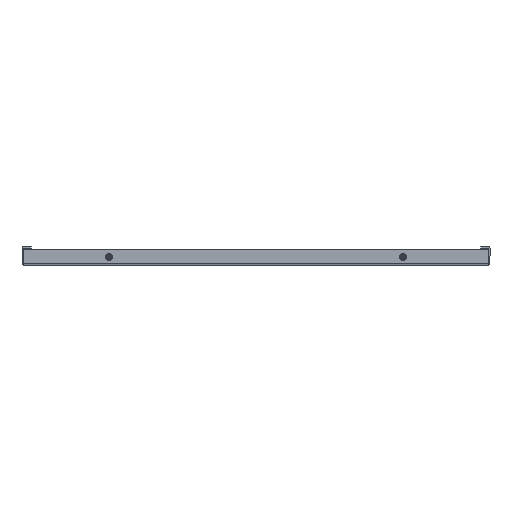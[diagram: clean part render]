
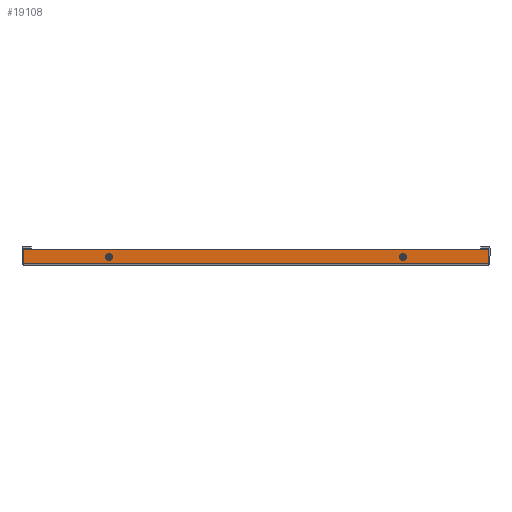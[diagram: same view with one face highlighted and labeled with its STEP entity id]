
A CAD part, front view. The second image highlights one B-rep face of the part: STEP entity #19108.
In plain terms, the highlighted planar face has unit normal (0, -1, 0).
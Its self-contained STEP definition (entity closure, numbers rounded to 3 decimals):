
#293 = CARTESIAN_POINT ( 'NONE',  ( 271.4, -980.5, 18.5 ) ) ;
#1900 = AXIS2_PLACEMENT_3D ( 'NONE', #11954, #11951, #11950 ) ;
#3048 = AXIS2_PLACEMENT_3D ( 'NONE', #13870, #13864, #13861 ) ;
#3050 = AXIS2_PLACEMENT_3D ( 'NONE', #13920, #13891, #13888 ) ;
#3078 = AXIS2_PLACEMENT_3D ( 'NONE', #14304, #14292, #14286 ) ;
#3079 = AXIS2_PLACEMENT_3D ( 'NONE', #13974, #13943, #13941 ) ;
#6379 = EDGE_LOOP ( 'NONE', ( #25191, #25192, #25193, #25194 ) ) ;
#6385 = EDGE_LOOP ( 'NONE', ( #25196, #25197 ) ) ;
#6387 = EDGE_LOOP ( 'NONE', ( #25198, #25199 ) ) ;
#11264 = VERTEX_POINT ( 'NONE', #293 ) ;
#11950 = DIRECTION ( 'NONE',  ( 0., 0., 1. ) ) ;
#11951 = DIRECTION ( 'NONE',  ( 0., 1., 0. ) ) ;
#11953 = PLANE ( 'NONE',  #1900 ) ;
#11954 = CARTESIAN_POINT ( 'NONE',  ( -271.5, -980.5, 18.5 ) ) ;
#12222 = EDGE_CURVE ( 'NONE', #13433, #13271, #24721, .T. ) ;
#12239 = EDGE_CURVE ( 'NONE', #13262, #13391, #24709, .T. ) ;
#12400 = EDGE_CURVE ( 'NONE', #13409, #13283, #22643, .T. ) ;
#12405 = EDGE_CURVE ( 'NONE', #13391, #13262, #22629, .T. ) ;
#12406 = EDGE_CURVE ( 'NONE', #11264, #13283, #22633, .T. ) ;
#12407 = EDGE_CURVE ( 'NONE', #13390, #11264, #22630, .T. ) ;
#12408 = EDGE_CURVE ( 'NONE', #13390, #13409, #22626, .T. ) ;
#12410 = EDGE_CURVE ( 'NONE', #13271, #13433, #22622, .T. ) ;
#13262 = VERTEX_POINT ( 'NONE', #16594 ) ;
#13271 = VERTEX_POINT ( 'NONE', #16583 ) ;
#13283 = VERTEX_POINT ( 'NONE', #16568 ) ;
#13390 = VERTEX_POINT ( 'NONE', #16446 ) ;
#13391 = VERTEX_POINT ( 'NONE', #16444 ) ;
#13409 = VERTEX_POINT ( 'NONE', #16420 ) ;
#13433 = VERTEX_POINT ( 'NONE', #16389 ) ;
#13861 = DIRECTION ( 'NONE',  ( 0., 0., -1. ) ) ;
#13864 = DIRECTION ( 'NONE',  ( 0., 1., 0. ) ) ;
#13870 = CARTESIAN_POINT ( 'NONE',  ( 171.4, -980.5, 9.5 ) ) ;
#13872 = DIRECTION ( 'NONE',  ( -1., 0., 0. ) ) ;
#13873 = CARTESIAN_POINT ( 'NONE',  ( -271.5, -980.5, 1.51 ) ) ;
#13881 = DIRECTION ( 'NONE',  ( 0., 0., 1. ) ) ;
#13882 = DIRECTION ( 'NONE',  ( -1., 0., 0. ) ) ;
#13883 = CARTESIAN_POINT ( 'NONE',  ( -271.5, -980.5, 18.5 ) ) ;
#13888 = DIRECTION ( 'NONE',  ( 0., 0., -1. ) ) ;
#13891 = DIRECTION ( 'NONE',  ( 0., -1., 0. ) ) ;
#13920 = CARTESIAN_POINT ( 'NONE',  ( -171.4, -980.5, 9.5 ) ) ;
#13921 = CARTESIAN_POINT ( 'NONE',  ( 271.4, -980.5, 1.51 ) ) ;
#13941 = DIRECTION ( 'NONE',  ( 0., 0., -1. ) ) ;
#13942 = DIRECTION ( 'NONE',  ( 0., 0., 1. ) ) ;
#13943 = DIRECTION ( 'NONE',  ( 0., -1., 0. ) ) ;
#13947 = CARTESIAN_POINT ( 'NONE',  ( -271.4, -980.5, 1.51 ) ) ;
#13974 = CARTESIAN_POINT ( 'NONE',  ( -171.4, -980.5, 9.5 ) ) ;
#14286 = DIRECTION ( 'NONE',  ( 0., 0., -1. ) ) ;
#14292 = DIRECTION ( 'NONE',  ( 0., 1., 0. ) ) ;
#14304 = CARTESIAN_POINT ( 'NONE',  ( 171.4, -980.5, 9.5 ) ) ;
#16389 = CARTESIAN_POINT ( 'NONE',  ( 171.4, -980.5, 5.5 ) ) ;
#16420 = CARTESIAN_POINT ( 'NONE',  ( -271.4, -980.5, 1.51 ) ) ;
#16444 = CARTESIAN_POINT ( 'NONE',  ( -171.4, -980.5, 5.5 ) ) ;
#16446 = CARTESIAN_POINT ( 'NONE',  ( 271.4, -980.5, 1.51 ) ) ;
#16568 = CARTESIAN_POINT ( 'NONE',  ( -271.4, -980.5, 18.5 ) ) ;
#16583 = CARTESIAN_POINT ( 'NONE',  ( 171.4, -980.5, 13.5 ) ) ;
#16594 = CARTESIAN_POINT ( 'NONE',  ( -171.4, -980.5, 13.5 ) ) ;
#19108 = ADVANCED_FACE ( 'NONE', ( #22023, #22017, #22015 ), #11953, .F. ) ;
#22015 = FACE_BOUND ( 'NONE', #6387, .T. ) ;
#22017 = FACE_BOUND ( 'NONE', #6385, .T. ) ;
#22023 = FACE_OUTER_BOUND ( 'NONE', #6379, .T. ) ;
#22622 = CIRCLE ( 'NONE', #3048, 4. ) ;
#22625 = VECTOR ( 'NONE', #13872, 1000. ) ;
#22626 = LINE ( 'NONE', #13873, #22625 ) ;
#22628 = VECTOR ( 'NONE', #13881, 1000. ) ;
#22629 = CIRCLE ( 'NONE', #3050, 4. ) ;
#22630 = LINE ( 'NONE', #13921, #22628 ) ;
#22632 = VECTOR ( 'NONE', #13882, 1000. ) ;
#22633 = LINE ( 'NONE', #13883, #22632 ) ;
#22635 = VECTOR ( 'NONE', #13942, 1000. ) ;
#22643 = LINE ( 'NONE', #13947, #22635 ) ;
#24709 = CIRCLE ( 'NONE', #3079, 4. ) ;
#24721 = CIRCLE ( 'NONE', #3078, 4. ) ;
#25191 = ORIENTED_EDGE ( 'NONE', *, *, #12407, .T. ) ;
#25192 = ORIENTED_EDGE ( 'NONE', *, *, #12406, .T. ) ;
#25193 = ORIENTED_EDGE ( 'NONE', *, *, #12400, .F. ) ;
#25194 = ORIENTED_EDGE ( 'NONE', *, *, #12408, .F. ) ;
#25196 = ORIENTED_EDGE ( 'NONE', *, *, #12405, .F. ) ;
#25197 = ORIENTED_EDGE ( 'NONE', *, *, #12239, .F. ) ;
#25198 = ORIENTED_EDGE ( 'NONE', *, *, #12222, .T. ) ;
#25199 = ORIENTED_EDGE ( 'NONE', *, *, #12410, .T. ) ;
